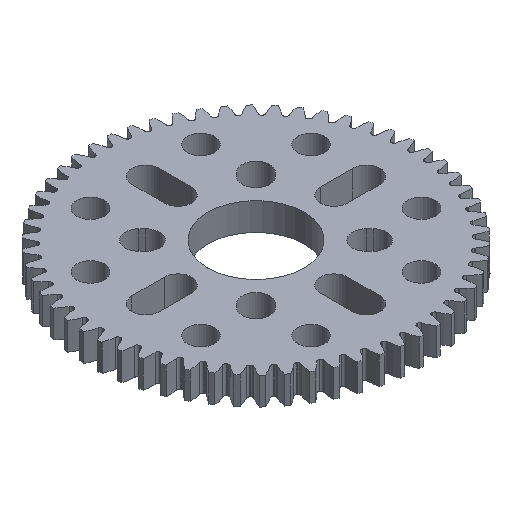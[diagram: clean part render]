
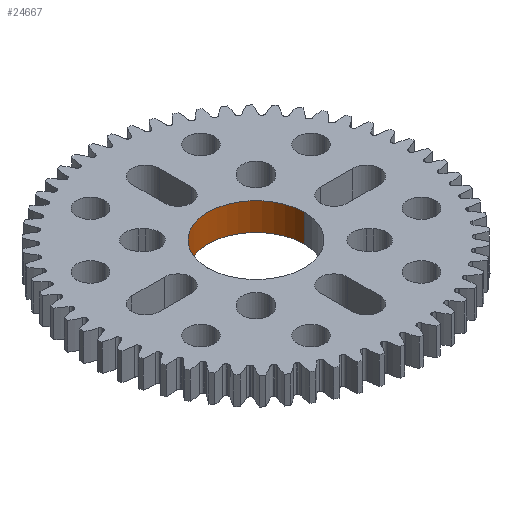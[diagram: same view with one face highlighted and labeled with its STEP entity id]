
A CAD part, isometric view. The second image highlights one B-rep face of the part: STEP entity #24667.
In plain terms, the highlighted cylindrical face has radius 7 mm (diameter 14 mm), a partial arc.
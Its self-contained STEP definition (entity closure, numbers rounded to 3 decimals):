
#510 = EDGE_CURVE ( 'NONE', #2437, #24142, #4103, .T. ) ;
#1548 = EDGE_CURVE ( 'NONE', #2437, #18611, #18242, .T. ) ;
#2437 = VERTEX_POINT ( 'NONE', #21746 ) ;
#3475 = CARTESIAN_POINT ( 'NONE',  ( 0., 0., 0. ) ) ;
#4103 = CIRCLE ( 'NONE', #13510, 7. ) ;
#5180 = LINE ( 'NONE', #19907, #19369 ) ;
#6323 = DIRECTION ( 'NONE',  ( 0., 0., 1. ) ) ;
#7833 = CARTESIAN_POINT ( 'NONE',  ( 0., 0., 0. ) ) ;
#7888 = EDGE_LOOP ( 'NONE', ( #14531, #19665, #18479, #8786 ) ) ;
#7948 = CARTESIAN_POINT ( 'NONE',  ( 7., 0., 4. ) ) ;
#7998 = DIRECTION ( 'NONE',  ( 0., 0., 1. ) ) ;
#8317 = CIRCLE ( 'NONE', #11500, 7. ) ;
#8786 = ORIENTED_EDGE ( 'NONE', *, *, #19642, .T. ) ;
#9078 = DIRECTION ( 'NONE',  ( 0., 0., 1. ) ) ;
#9094 = DIRECTION ( 'NONE',  ( 1., 0., 0. ) ) ;
#9509 = CARTESIAN_POINT ( 'NONE',  ( 0., 0., 4. ) ) ;
#11500 = AXIS2_PLACEMENT_3D ( 'NONE', #9509, #13551, #23300 ) ;
#11977 = DIRECTION ( 'NONE',  ( 1., 0., 0. ) ) ;
#12406 = CYLINDRICAL_SURFACE ( 'NONE', #19840, 7. ) ;
#13510 = AXIS2_PLACEMENT_3D ( 'NONE', #7833, #7998, #11977 ) ;
#13551 = DIRECTION ( 'NONE',  ( 0., 0., 1. ) ) ;
#14531 = ORIENTED_EDGE ( 'NONE', *, *, #14885, .F. ) ;
#14885 = EDGE_CURVE ( 'NONE', #24142, #18054, #5180, .T. ) ;
#18054 = VERTEX_POINT ( 'NONE', #22386 ) ;
#18242 = LINE ( 'NONE', #20670, #20683 ) ;
#18479 = ORIENTED_EDGE ( 'NONE', *, *, #1548, .T. ) ;
#18611 = VERTEX_POINT ( 'NONE', #7948 ) ;
#18711 = FACE_OUTER_BOUND ( 'NONE', #7888, .T. ) ;
#19369 = VECTOR ( 'NONE', #6323, 1000. ) ;
#19642 = EDGE_CURVE ( 'NONE', #18611, #18054, #8317, .T. ) ;
#19665 = ORIENTED_EDGE ( 'NONE', *, *, #510, .F. ) ;
#19840 = AXIS2_PLACEMENT_3D ( 'NONE', #3475, #24676, #9094 ) ;
#19907 = CARTESIAN_POINT ( 'NONE',  ( -7., 0., 0. ) ) ;
#20004 = CARTESIAN_POINT ( 'NONE',  ( -7., 0., 0. ) ) ;
#20670 = CARTESIAN_POINT ( 'NONE',  ( 7., 0., 0. ) ) ;
#20683 = VECTOR ( 'NONE', #9078, 1000. ) ;
#21746 = CARTESIAN_POINT ( 'NONE',  ( 7., 0., 0. ) ) ;
#22386 = CARTESIAN_POINT ( 'NONE',  ( -7., 0., 4. ) ) ;
#23300 = DIRECTION ( 'NONE',  ( 1., 0., 0. ) ) ;
#24142 = VERTEX_POINT ( 'NONE', #20004 ) ;
#24667 = ADVANCED_FACE ( 'NONE', ( #18711 ), #12406, .F. ) ;
#24676 = DIRECTION ( 'NONE',  ( 0., 0., 1. ) ) ;
